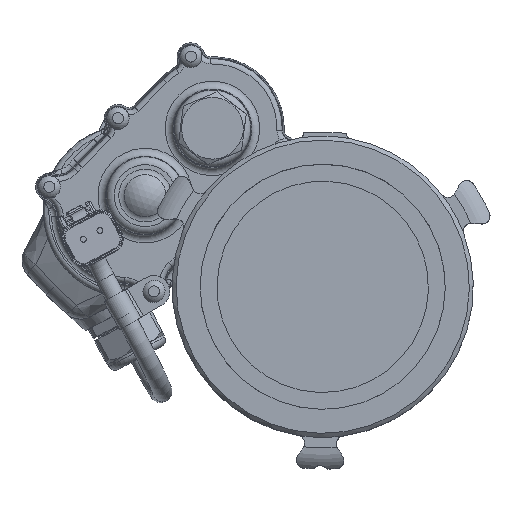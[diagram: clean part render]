
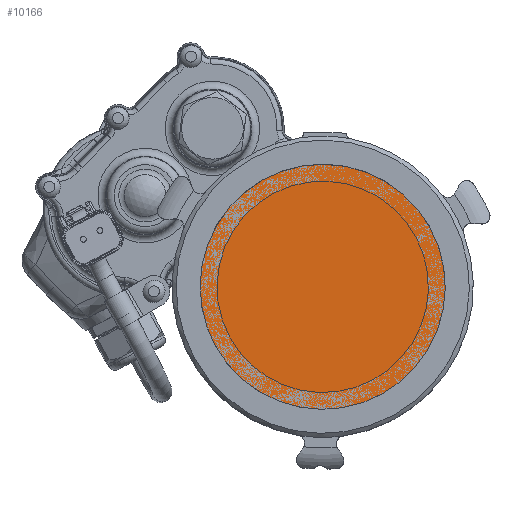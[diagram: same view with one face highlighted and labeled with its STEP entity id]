
A CAD part, top view. The second image highlights one B-rep face of the part: STEP entity #10166.
In plain terms, the highlighted planar face has unit normal (0, 0, 1).
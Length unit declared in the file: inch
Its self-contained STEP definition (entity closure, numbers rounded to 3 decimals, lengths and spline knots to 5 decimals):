
#1398 = FACE_OUTER_BOUND ( 'NONE', #27302, .T. ) ;
#1936 = DIRECTION ( 'NONE',  ( -0.04, -0.999, 0. ) ) ;
#3750 = CARTESIAN_POINT ( 'NONE',  ( 0.06223, 1.54124, 6.808 ) ) ;
#6759 = DIRECTION ( 'NONE',  ( 0.04, 0.999, 0. ) ) ;
#8699 = EDGE_CURVE ( 'NONE', #9240, #9240, #14349, .T. ) ;
#9240 = VERTEX_POINT ( 'NONE', #3750 ) ;
#9524 = CARTESIAN_POINT ( 'NONE',  ( 0.06223, 1.54124, 6.808 ) ) ;
#10166 = ADVANCED_FACE ( 'Defeatured_5_565', ( #1398 ), #18029, .T. ) ;
#14349 = CIRCLE ( 'NONE', #30732, 1.5425 ) ;
#16762 = ORIENTED_EDGE ( 'NONE', *, *, #8699, .F. ) ;
#18029 = PLANE ( 'NONE',  #23950 ) ;
#23051 = CARTESIAN_POINT ( 'NONE',  ( 0., 0., 6.808 ) ) ;
#23950 = AXIS2_PLACEMENT_3D ( 'NONE', #9524, #28305, #1936 ) ;
#27302 = EDGE_LOOP ( 'NONE', ( #16762 ) ) ;
#28305 = DIRECTION ( 'NONE',  ( 0., 0., 1. ) ) ;
#30732 = AXIS2_PLACEMENT_3D ( 'NONE', #23051, #31008, #6759 ) ;
#31008 = DIRECTION ( 'NONE',  ( 0., 0., -1. ) ) ;
